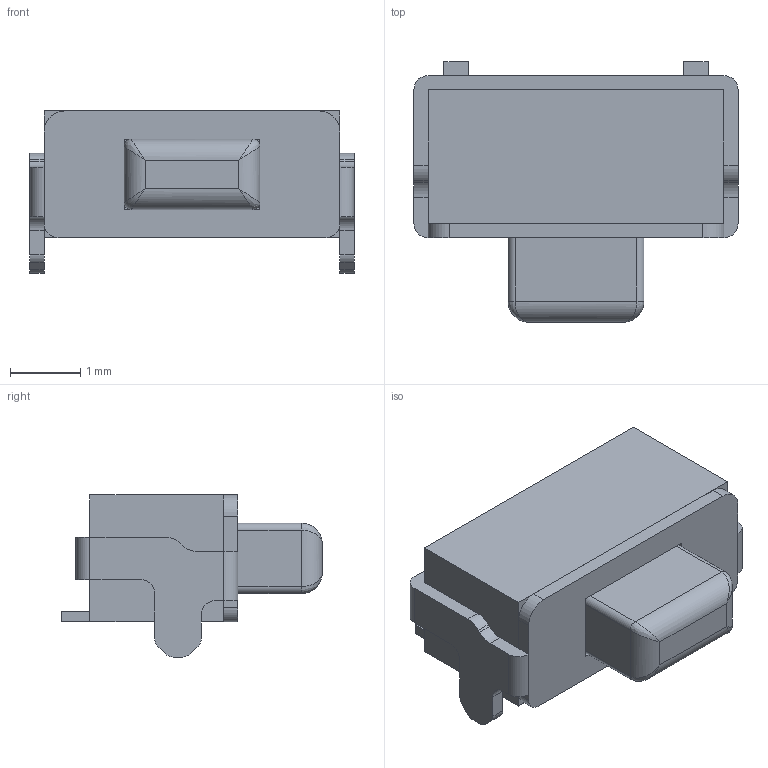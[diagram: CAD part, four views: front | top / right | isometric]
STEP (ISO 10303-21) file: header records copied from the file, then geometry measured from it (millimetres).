
FILE_DESCRIPTION(/* description */ (''),/* implementation_level */ '2;1');
FILE_NAME(/* name */ 'SHOUHAN_TS24ZJ.step',/* time_stamp */ '2022-02-22T15:36:29+08:00',/* author */ (''),/* organization */ (''),/* preprocessor_version */ 'ST-DEVELOPER v18.1',/* originating_system */ 'Autodesk Translation Framework v10.13.0.1454',/* authorisation */ '');
FILE_SCHEMA (('AUTOMOTIVE_DESIGN { 1 0 10303 214 3 1 1 }'));
Length unit declared in the file: millimetre
Products named in the file (1): SHOUHAN_TS24ZJ
Bounding box: 4.6 x 3.7 x 2.3 mm (x, y, z)
Volume: 19.4 mm3; surface area: 81.5 mm2
Topology: 5 solids, 5 shells, 96 faces, 248 edges, 156 vertices
Faces by surface type: plane 60, cylinder 32, bspline 4
Entity records: 2994 total; most frequent: CARTESIAN_POINT 573, DIRECTION 494, ORIENTED_EDGE 488, EDGE_CURVE 244, LINE 180, VECTOR 180, AXIS2_PLACEMENT_3D 157, VERTEX_POINT 156
